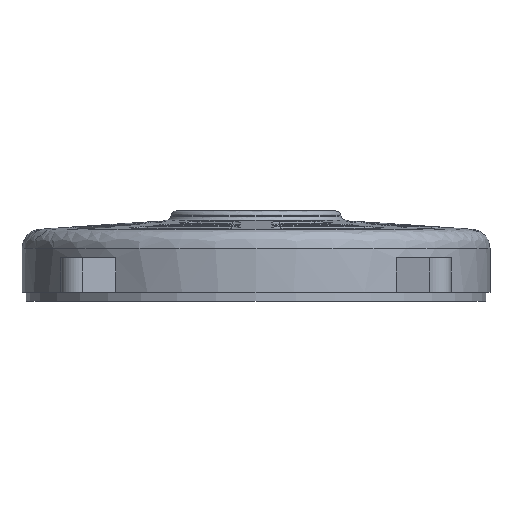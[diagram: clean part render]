
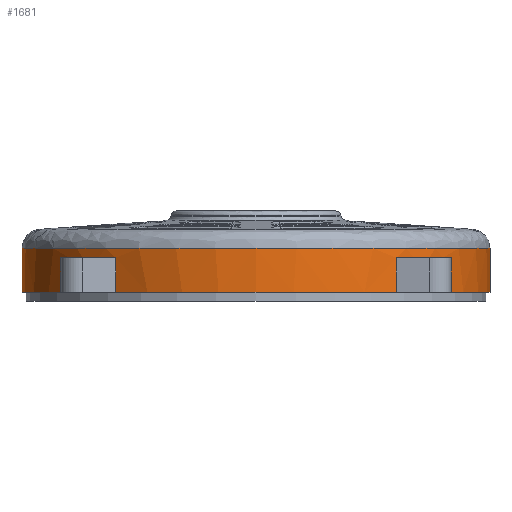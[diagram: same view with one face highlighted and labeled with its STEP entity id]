
A CAD part, front view. The second image highlights one B-rep face of the part: STEP entity #1681.
In plain terms, the highlighted cylindrical face has radius 135 mm (diameter 270 mm), a partial arc.
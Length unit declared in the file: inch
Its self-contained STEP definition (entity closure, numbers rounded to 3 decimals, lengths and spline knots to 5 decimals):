
#102 = DIRECTION ( 'NONE',  ( -1., 0., 0. ) ) ;
#117 = VERTEX_POINT ( 'NONE', #3662 ) ;
#435 = VECTOR ( 'NONE', #4503, 39.37008 ) ;
#482 = DIRECTION ( 'NONE',  ( 1., 0., 0. ) ) ;
#566 = VERTEX_POINT ( 'NONE', #1976 ) ;
#911 = DIRECTION ( 'NONE',  ( 0., 0., 1. ) ) ;
#949 = EDGE_CURVE ( 'NONE', #13689, #7578, #3405, .T. ) ;
#1121 = ORIENTED_EDGE ( 'NONE', *, *, #949, .T. ) ;
#1176 = ORIENTED_EDGE ( 'NONE', *, *, #7680, .T. ) ;
#1269 = VECTOR ( 'NONE', #4384, 39.37008 ) ;
#1482 = AXIS2_PLACEMENT_3D ( 'NONE', #14933, #9547, #102 ) ;
#1573 = EDGE_CURVE ( 'NONE', #15355, #12778, #17460, .T. ) ;
#1681 = ADVANCED_FACE ( 'NONE', ( #14893 ), #9380, .T. ) ;
#1717 = CARTESIAN_POINT ( 'NONE',  ( 0., 0., -0.49443 ) ) ;
#1976 = CARTESIAN_POINT ( 'NONE',  ( -4.25197, -3.18897, -1.49606 ) ) ;
#2041 = DIRECTION ( 'NONE',  ( 0., 0., -1. ) ) ;
#2291 = DIRECTION ( 'NONE',  ( 0., 0., 1. ) ) ;
#2378 = EDGE_CURVE ( 'NONE', #7578, #15355, #15941, .T. ) ;
#2379 = CIRCLE ( 'NONE', #12499, 5.31496 ) ;
#2434 = CARTESIAN_POINT ( 'NONE',  ( 3.18897, -4.25197, -0.70866 ) ) ;
#2665 = ORIENTED_EDGE ( 'NONE', *, *, #13177, .T. ) ;
#2913 = ORIENTED_EDGE ( 'NONE', *, *, #7256, .T. ) ;
#2945 = EDGE_LOOP ( 'NONE', ( #6358, #11367, #6801, #2665, #1176, #9292, #1121, #5485, #13930, #6375, #2913, #6762 ) ) ;
#3043 = CIRCLE ( 'NONE', #13764, 5.31496 ) ;
#3096 = CARTESIAN_POINT ( 'NONE',  ( -3.18897, -4.25197, -2.50352 ) ) ;
#3405 = LINE ( 'NONE', #3096, #1269 ) ;
#3662 = CARTESIAN_POINT ( 'NONE',  ( -5.31496, 0., -1.49606 ) ) ;
#3693 = DIRECTION ( 'NONE',  ( 0., 0., -1. ) ) ;
#3826 = CARTESIAN_POINT ( 'NONE',  ( -4.25197, -3.18897, -0.70866 ) ) ;
#3967 = CIRCLE ( 'NONE', #5157, 5.31496 ) ;
#4106 = EDGE_CURVE ( 'NONE', #11635, #7997, #16162, .T. ) ;
#4259 = AXIS2_PLACEMENT_3D ( 'NONE', #11535, #2041, #14258 ) ;
#4384 = DIRECTION ( 'NONE',  ( 0., 0., -1. ) ) ;
#4503 = DIRECTION ( 'NONE',  ( 0., 0., -1. ) ) ;
#5072 = DIRECTION ( 'NONE',  ( -1., 0., 0. ) ) ;
#5157 = AXIS2_PLACEMENT_3D ( 'NONE', #1717, #13891, #482 ) ;
#5485 = ORIENTED_EDGE ( 'NONE', *, *, #2378, .T. ) ;
#5730 = LINE ( 'NONE', #14999, #6162 ) ;
#5962 = CARTESIAN_POINT ( 'NONE',  ( 4.25197, -3.18897, -0.70866 ) ) ;
#6162 = VECTOR ( 'NONE', #8018, 39.37008 ) ;
#6358 = ORIENTED_EDGE ( 'NONE', *, *, #4106, .F. ) ;
#6375 = ORIENTED_EDGE ( 'NONE', *, *, #6661, .T. ) ;
#6378 = DIRECTION ( 'NONE',  ( 0., 0., -1. ) ) ;
#6661 = EDGE_CURVE ( 'NONE', #12778, #13617, #2379, .T. ) ;
#6762 = ORIENTED_EDGE ( 'NONE', *, *, #10628, .T. ) ;
#6801 = ORIENTED_EDGE ( 'NONE', *, *, #15799, .T. ) ;
#7256 = EDGE_CURVE ( 'NONE', #13617, #13591, #13956, .T. ) ;
#7578 = VERTEX_POINT ( 'NONE', #16015 ) ;
#7680 = EDGE_CURVE ( 'NONE', #566, #15393, #5730, .T. ) ;
#7682 = AXIS2_PLACEMENT_3D ( 'NONE', #9880, #13970, #15332 ) ;
#7829 = DIRECTION ( 'NONE',  ( 0., 0., 1. ) ) ;
#7997 = VERTEX_POINT ( 'NONE', #12974 ) ;
#8018 = DIRECTION ( 'NONE',  ( 0., 0., 1. ) ) ;
#8251 = LINE ( 'NONE', #17050, #8660 ) ;
#8310 = CARTESIAN_POINT ( 'NONE',  ( 3.18897, -4.25197, -2.50352 ) ) ;
#8493 = DIRECTION ( 'NONE',  ( 0., 0., 1. ) ) ;
#8660 = VECTOR ( 'NONE', #3693, 39.37008 ) ;
#9161 = VECTOR ( 'NONE', #8493, 39.37008 ) ;
#9292 = ORIENTED_EDGE ( 'NONE', *, *, #16584, .T. ) ;
#9380 = CYLINDRICAL_SURFACE ( 'NONE', #4259, 5.31496 ) ;
#9547 = DIRECTION ( 'NONE',  ( 0., 0., 1. ) ) ;
#9880 = CARTESIAN_POINT ( 'NONE',  ( 0., 0., -1.49606 ) ) ;
#10351 = DIRECTION ( 'NONE',  ( -1., 0., 0. ) ) ;
#10356 = DIRECTION ( 'NONE',  ( -1., 0., 0. ) ) ;
#10403 = CARTESIAN_POINT ( 'NONE',  ( 5.31496, 0., -2.50352 ) ) ;
#10608 = CARTESIAN_POINT ( 'NONE',  ( 0., 0., -1.49606 ) ) ;
#10628 = EDGE_CURVE ( 'NONE', #13591, #7997, #11745, .T. ) ;
#10863 = EDGE_CURVE ( 'NONE', #12251, #11635, #3967, .T. ) ;
#10878 = VECTOR ( 'NONE', #6378, 39.37008 ) ;
#11367 = ORIENTED_EDGE ( 'NONE', *, *, #10863, .F. ) ;
#11535 = CARTESIAN_POINT ( 'NONE',  ( 0., 0., -2.50352 ) ) ;
#11539 = CARTESIAN_POINT ( 'NONE',  ( 3.18897, -4.25197, -1.49606 ) ) ;
#11635 = VERTEX_POINT ( 'NONE', #14508 ) ;
#11745 = CIRCLE ( 'NONE', #13737, 5.31496 ) ;
#12251 = VERTEX_POINT ( 'NONE', #15039 ) ;
#12499 = AXIS2_PLACEMENT_3D ( 'NONE', #14374, #911, #10351 ) ;
#12645 = CARTESIAN_POINT ( 'NONE',  ( 4.25197, -3.18897, -2.50352 ) ) ;
#12778 = VERTEX_POINT ( 'NONE', #2434 ) ;
#12974 = CARTESIAN_POINT ( 'NONE',  ( 5.31496, 0., -1.49606 ) ) ;
#13026 = CARTESIAN_POINT ( 'NONE',  ( 0., 0., -1.49606 ) ) ;
#13141 = CARTESIAN_POINT ( 'NONE',  ( -3.18897, -4.25197, -0.70866 ) ) ;
#13177 = EDGE_CURVE ( 'NONE', #117, #566, #3043, .T. ) ;
#13591 = VERTEX_POINT ( 'NONE', #16819 ) ;
#13617 = VERTEX_POINT ( 'NONE', #5962 ) ;
#13689 = VERTEX_POINT ( 'NONE', #13141 ) ;
#13737 = AXIS2_PLACEMENT_3D ( 'NONE', #13026, #2291, #10356 ) ;
#13764 = AXIS2_PLACEMENT_3D ( 'NONE', #10608, #7829, #5072 ) ;
#13891 = DIRECTION ( 'NONE',  ( 0., 0., 1. ) ) ;
#13930 = ORIENTED_EDGE ( 'NONE', *, *, #1573, .T. ) ;
#13956 = LINE ( 'NONE', #12645, #435 ) ;
#13970 = DIRECTION ( 'NONE',  ( 0., 0., 1. ) ) ;
#14258 = DIRECTION ( 'NONE',  ( -1., 0., 0. ) ) ;
#14374 = CARTESIAN_POINT ( 'NONE',  ( 0., 0., -0.70866 ) ) ;
#14508 = CARTESIAN_POINT ( 'NONE',  ( 5.31496, 0., -0.49443 ) ) ;
#14777 = CIRCLE ( 'NONE', #1482, 5.31496 ) ;
#14893 = FACE_OUTER_BOUND ( 'NONE', #2945, .T. ) ;
#14933 = CARTESIAN_POINT ( 'NONE',  ( 0., 0., -0.70866 ) ) ;
#14999 = CARTESIAN_POINT ( 'NONE',  ( -4.25197, -3.18897, -2.50352 ) ) ;
#15039 = CARTESIAN_POINT ( 'NONE',  ( -5.31496, 0., -0.49443 ) ) ;
#15332 = DIRECTION ( 'NONE',  ( -1., 0., 0. ) ) ;
#15355 = VERTEX_POINT ( 'NONE', #11539 ) ;
#15393 = VERTEX_POINT ( 'NONE', #3826 ) ;
#15799 = EDGE_CURVE ( 'NONE', #12251, #117, #8251, .T. ) ;
#15941 = CIRCLE ( 'NONE', #7682, 5.31496 ) ;
#16015 = CARTESIAN_POINT ( 'NONE',  ( -3.18897, -4.25197, -1.49606 ) ) ;
#16162 = LINE ( 'NONE', #10403, #10878 ) ;
#16584 = EDGE_CURVE ( 'NONE', #15393, #13689, #14777, .T. ) ;
#16819 = CARTESIAN_POINT ( 'NONE',  ( 4.25197, -3.18897, -1.49606 ) ) ;
#17050 = CARTESIAN_POINT ( 'NONE',  ( -5.31496, 0., -2.50352 ) ) ;
#17460 = LINE ( 'NONE', #8310, #9161 ) ;
